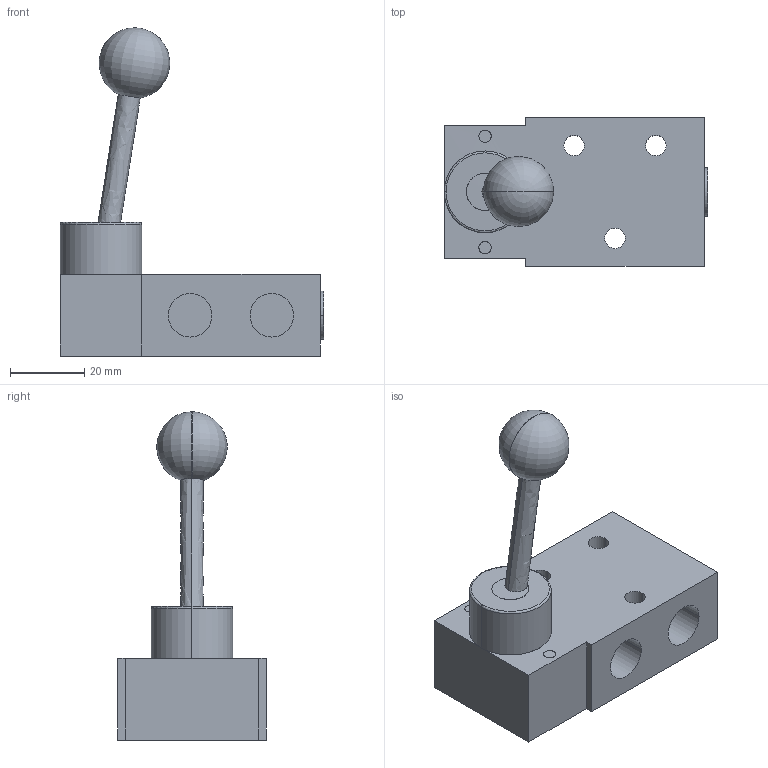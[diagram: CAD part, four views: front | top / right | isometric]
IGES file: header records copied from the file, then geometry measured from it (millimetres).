
Start section:  PTC IGES file: HV 311 701.igs
Global section: file name: HV 311 701.igs; native system: b.tamas by Parametric Technology Corporation; preprocessor: 2001360; author: Unknown; organization: PTC; date: 070202.132707; units: millimetre
Bounding box: 71 x 40 x 88.39 mm (x, y, z)
Surface area: 15309 mm2 (no closed solid volume)
Topology: 0 solids, 0 shells, 40 faces, 186 edges, 184 vertices
Faces by surface type: revolution 22, bspline 18
